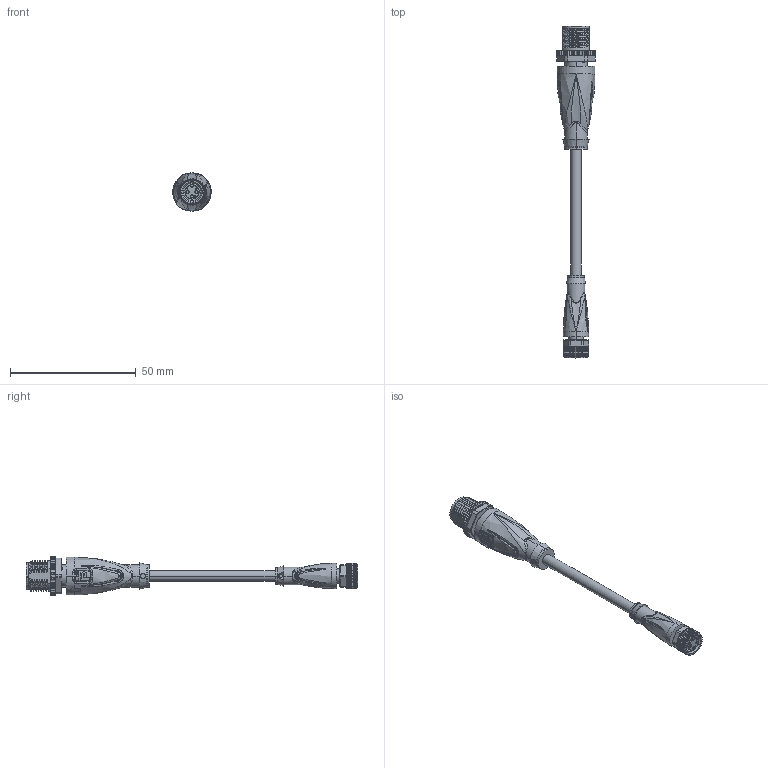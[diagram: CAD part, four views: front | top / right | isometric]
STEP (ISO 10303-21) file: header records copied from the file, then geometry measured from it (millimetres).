
FILE_DESCRIPTION(('STEP AP214'),'1');
FILE_NAME('cctmp_B56AE301-442A-47D8-B356-31DEB8EC84B3_2022_04_27_10_40_46_0602..stp','2022-04-27T08:40:56',('KiM GmbH'),('CADClick - www.CADClick.com'),'Spatial InterOp 3D postprocessed',' ','unknown authorization');
FILE_SCHEMA(('AUTOMOTIVE_DESIGN'));
Length unit declared in the file: millimetre
Products named in the file (9): Connection2; Connection2_2; Connection2_1; T196400_1; Cable; Connection1; Connection1_2; Connection1_1; T196400
Assembly tree (8 placements, depth 4):
  T196400
    T196400_1
      Connection2
        Connection2_2
        Connection2_1
      Cable
      Connection1
        Connection1_2
        Connection1_1
Bounding box: 15.4 x 132.1 x 15.37 mm (x, y, z)
Volume: 8151.2 mm3; surface area: 6791.7 mm2
Topology: 8 solids, 10 shells, 1957 faces, 5143 edges, 3244 vertices
Faces by surface type: plane 872, cylinder 361, torus 293, bspline 265, cone 142, extrusion 16, sphere 8
Entity records: 129242 total; most frequent: CARTESIAN_POINT 72669, ORIENTED_EDGE 10240, DIRECTION 8891, EDGE_CURVE 5124, VERTEX_POINT 3244, AXIS2_PLACEMENT_3D 3192, STYLED_ITEM 3042, PRESENTATION_STYLE_ASSIGNMENT 3042
